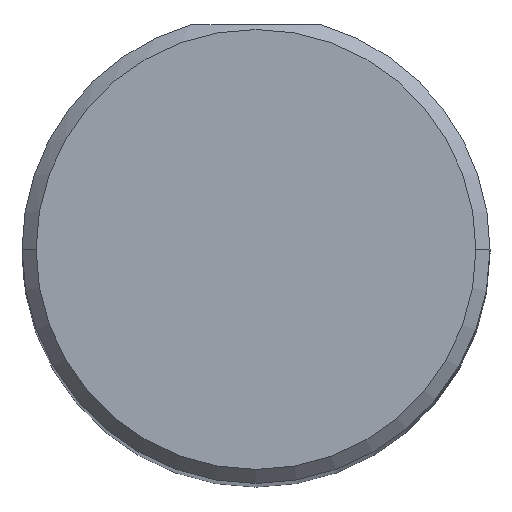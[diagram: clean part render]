
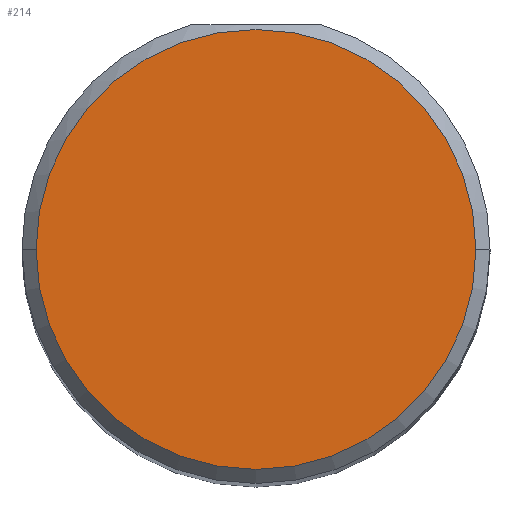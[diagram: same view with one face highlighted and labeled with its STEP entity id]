
A CAD part, top view. The second image highlights one B-rep face of the part: STEP entity #214.
In plain terms, the highlighted planar face has unit normal (0, 0, 1).
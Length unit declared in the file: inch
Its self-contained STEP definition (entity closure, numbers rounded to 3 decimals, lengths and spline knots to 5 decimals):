
#48 = DIRECTION ( 'NONE',  ( -1., 0., 0. ) ) ;
#60 = EDGE_CURVE ( 'NONE', #352, #316, #356, .T. ) ;
#96 = DIRECTION ( 'NONE',  ( 0., 0., 1. ) ) ;
#150 = AXIS2_PLACEMENT_3D ( 'NONE', #194, #241, #48 ) ;
#194 = CARTESIAN_POINT ( 'NONE',  ( 1., 0., 3. ) ) ;
#214 = ADVANCED_FACE ( 'NONE', ( #628 ), #532, .T. ) ;
#241 = DIRECTION ( 'NONE',  ( 0., 0., -1. ) ) ;
#256 = CARTESIAN_POINT ( 'NONE',  ( 0.765, 0., 3. ) ) ;
#275 = ORIENTED_EDGE ( 'NONE', *, *, #60, .F. ) ;
#300 = DIRECTION ( 'NONE',  ( -1., 0., 0. ) ) ;
#301 = AXIS2_PLACEMENT_3D ( 'NONE', #347, #96, #300 ) ;
#316 = VERTEX_POINT ( 'NONE', #537 ) ;
#339 = CARTESIAN_POINT ( 'NONE',  ( 1., 0., 3. ) ) ;
#345 = DIRECTION ( 'NONE',  ( 0., 0., -1. ) ) ;
#347 = CARTESIAN_POINT ( 'NONE',  ( 1., 0., 3. ) ) ;
#352 = VERTEX_POINT ( 'NONE', #256 ) ;
#356 = CIRCLE ( 'NONE', #150, 0.235 ) ;
#432 = DIRECTION ( 'NONE',  ( -1., 0., 0. ) ) ;
#464 = CIRCLE ( 'NONE', #541, 0.235 ) ;
#499 = ORIENTED_EDGE ( 'NONE', *, *, #583, .F. ) ;
#514 = EDGE_LOOP ( 'NONE', ( #499, #275 ) ) ;
#532 = PLANE ( 'NONE',  #301 ) ;
#537 = CARTESIAN_POINT ( 'NONE',  ( 1.235, 0., 3. ) ) ;
#541 = AXIS2_PLACEMENT_3D ( 'NONE', #339, #345, #432 ) ;
#583 = EDGE_CURVE ( 'NONE', #316, #352, #464, .T. ) ;
#628 = FACE_OUTER_BOUND ( 'NONE', #514, .T. ) ;
